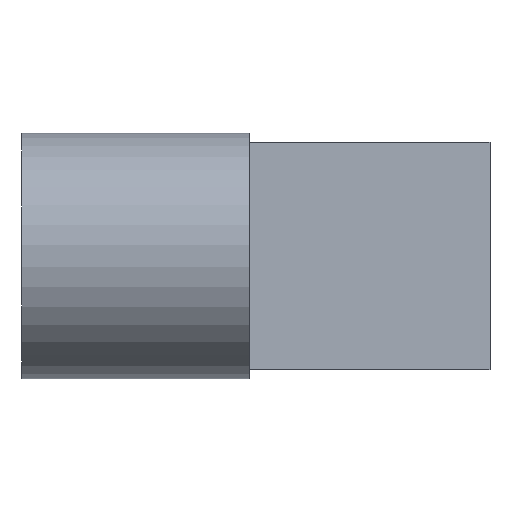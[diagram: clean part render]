
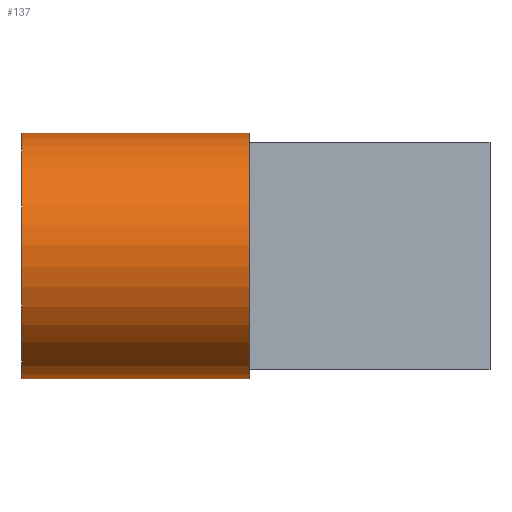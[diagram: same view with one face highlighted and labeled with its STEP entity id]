
A CAD part, left-side view. The second image highlights one B-rep face of the part: STEP entity #137.
In plain terms, the highlighted cylindrical face has radius 13.55 mm (diameter 27.1 mm), a partial arc.
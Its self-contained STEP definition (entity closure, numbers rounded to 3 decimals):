
#96=CARTESIAN_POINT('',(-150.0,51.5,0.));
#97=DIRECTION('',(0.0,-1.0,0.0));
#98=DIRECTION('',(-1.0,0.0,0.0));
#99=AXIS2_PLACEMENT_3D('',#96,#97,#98);
#100=CYLINDRICAL_SURFACE('',#99,13.55);
#101=CARTESIAN_POINT('',(-144.77,51.5,12.5));
#102=VERTEX_POINT('',#101);
#103=CARTESIAN_POINT('',(-144.77,26.5,12.5));
#104=VERTEX_POINT('',#103);
#105=CARTESIAN_POINT('',(-144.77,51.5,12.5));
#106=DIRECTION('',(0.0,-1.0,0.0));
#107=VECTOR('',#106,25.0);
#108=LINE('',#105,#107);
#109=EDGE_CURVE('',#102,#104,#108,.T.);
#110=ORIENTED_EDGE('',*,*,#109,.F.);
#111=CARTESIAN_POINT('',(-144.77,51.5,-12.5));
#112=VERTEX_POINT('',#111);
#113=CARTESIAN_POINT('',(-150.0,51.5,0.));
#114=DIRECTION('',(0.0,-1.0,0.0));
#115=DIRECTION('',(-1.0,0.0,0.0));
#116=AXIS2_PLACEMENT_3D('',#113,#114,#115);
#117=CIRCLE('',#116,13.55);
#118=EDGE_CURVE('',#102,#112,#117,.T.);
#119=ORIENTED_EDGE('',*,*,#118,.T.);
#120=CARTESIAN_POINT('',(-144.77,26.5,-12.5));
#121=VERTEX_POINT('',#120);
#122=CARTESIAN_POINT('',(-144.77,26.5,-12.5));
#123=DIRECTION('',(0.0,1.0,0.0));
#124=VECTOR('',#123,25.0);
#125=LINE('',#122,#124);
#126=EDGE_CURVE('',#121,#112,#125,.T.);
#127=ORIENTED_EDGE('',*,*,#126,.F.);
#128=CARTESIAN_POINT('',(-150.0,26.5,0.));
#129=DIRECTION('',(0.0,-1.0,0.0));
#130=DIRECTION('',(-1.0,0.0,0.0));
#131=AXIS2_PLACEMENT_3D('',#128,#129,#130);
#132=CIRCLE('',#131,13.55);
#133=EDGE_CURVE('',#104,#121,#132,.T.);
#134=ORIENTED_EDGE('',*,*,#133,.F.);
#135=EDGE_LOOP('',(#110,#119,#127,#134));
#136=FACE_OUTER_BOUND('',#135,.T.);
#137=ADVANCED_FACE('',(#136),#100,.T.);
